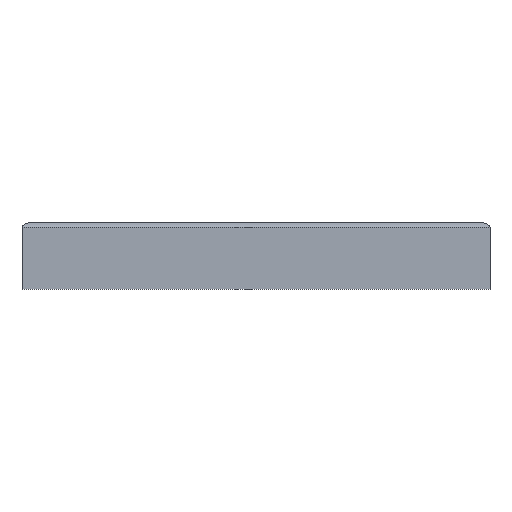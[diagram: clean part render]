
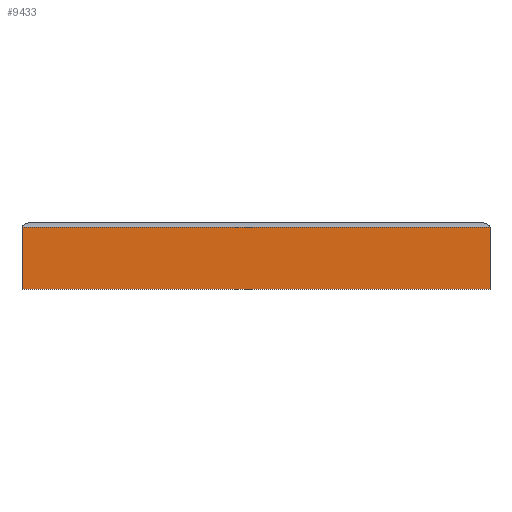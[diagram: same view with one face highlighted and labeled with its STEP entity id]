
A CAD part, front view. The second image highlights one B-rep face of the part: STEP entity #9433.
In plain terms, the highlighted planar face has unit normal (0, -1, 0).
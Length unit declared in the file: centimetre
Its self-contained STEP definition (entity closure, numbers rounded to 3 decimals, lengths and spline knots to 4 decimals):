
#1440=FACE_OUTER_BOUND('',#2192,.T.);
#2192=EDGE_LOOP('',(#8468,#8469,#8470,#8471));
#3053=LINE('',#15515,#3916);
#3061=LINE('',#15530,#3924);
#3062=LINE('',#15532,#3925);
#3063=LINE('',#15533,#3926);
#3916=VECTOR('',#12950,1.);
#3924=VECTOR('',#12962,1.);
#3925=VECTOR('',#12965,1.);
#3926=VECTOR('',#12966,1.);
#4739=VERTEX_POINT('',#15511);
#4741=VERTEX_POINT('',#15514);
#4745=VERTEX_POINT('',#15526);
#4746=VERTEX_POINT('',#15528);
#5985=EDGE_CURVE('',#4739,#4741,#3053,.T.);
#5993=EDGE_CURVE('',#4745,#4746,#3061,.T.);
#5994=EDGE_CURVE('',#4745,#4739,#3062,.T.);
#5995=EDGE_CURVE('',#4741,#4746,#3063,.T.);
#8468=ORIENTED_EDGE('',*,*,#5994,.F.);
#8469=ORIENTED_EDGE('',*,*,#5993,.T.);
#8470=ORIENTED_EDGE('',*,*,#5995,.F.);
#8471=ORIENTED_EDGE('',*,*,#5985,.F.);
#8763=PLANE('',#10350);
#9433=ADVANCED_FACE('',(#1440),#8763,.T.);
#10350=AXIS2_PLACEMENT_3D('',#15531,#12963,#12964);
#12950=DIRECTION('',(0.,0.,1.));
#12962=DIRECTION('',(0.,0.,1.));
#12963=DIRECTION('center_axis',(0.,-1.,0.));
#12964=DIRECTION('ref_axis',(1.,0.,0.));
#12965=DIRECTION('',(-1.,0.,0.));
#12966=DIRECTION('',(1.,0.,0.));
#15511=CARTESIAN_POINT('',(-5.0475,-11.7386,0.));
#15514=CARTESIAN_POINT('',(-5.0475,-11.7386,1.3));
#15515=CARTESIAN_POINT('',(-5.0475,-11.7386,0.));
#15526=CARTESIAN_POINT('',(4.7325,-11.7386,0.));
#15528=CARTESIAN_POINT('',(4.7325,-11.7386,1.3));
#15530=CARTESIAN_POINT('',(4.7325,-11.7386,0.));
#15531=CARTESIAN_POINT('Origin',(-5.0475,-11.7386,0.));
#15532=CARTESIAN_POINT('',(4.7325,-11.7386,0.));
#15533=CARTESIAN_POINT('',(4.7325,-11.7386,1.3));
